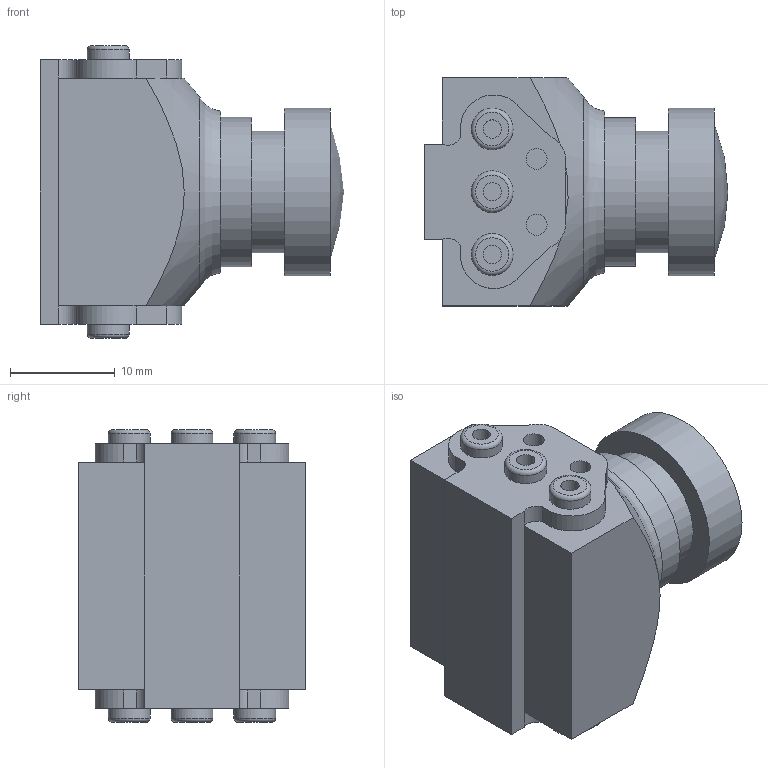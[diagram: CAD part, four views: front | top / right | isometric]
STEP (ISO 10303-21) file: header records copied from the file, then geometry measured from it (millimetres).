
FILE_DESCRIPTION(/* description */ (''),/* implementation_level */ '2;1');
FILE_NAME(/* name */ 'Camera.step',/* time_stamp */ '2025-08-08T09:15:12+10:00',/* author */ (''),/* organization */ (''),/* preprocessor_version */ 'ST-DEVELOPER v20.1',/* originating_system */ 'Autodesk Translation Framework v14.10.0.0',/* authorisation */ '');
FILE_SCHEMA (('AUTOMOTIVE_DESIGN { 1 0 10303 214 3 1 1 }'));
Length unit declared in the file: millimetre
Products named in the file (3): Camera; Foxeer Razer Mini FPV Camera; Camera Bracket
Assembly tree (2 placements, depth 2):
  Camera
    Foxeer Razer Mini FPV Camera
    Camera Bracket
Bounding box: 29.03 x 21.8 x 28 mm (x, y, z)
Volume: 9284.5 mm3; surface area: 4213.8 mm2
Topology: 2 solids, 2 shells, 73 faces, 168 edges, 109 vertices
Faces by surface type: plane 33, cylinder 31, torus 7, sphere 1, cone 1
Full cylindrical faces by diameter (mm): 1.75 x6, 2 x4, 4 x6, 11.614 x1, 14.267 x1, 16 x1
Entity records: 2237 total; most frequent: DIRECTION 398, CARTESIAN_POINT 365, ORIENTED_EDGE 336, EDGE_CURVE 168, AXIS2_PLACEMENT_3D 157, VERTEX_POINT 109, EDGE_LOOP 103, LINE 84
